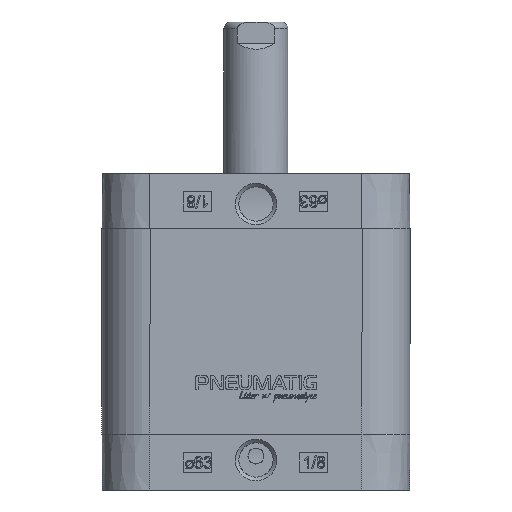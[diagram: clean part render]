
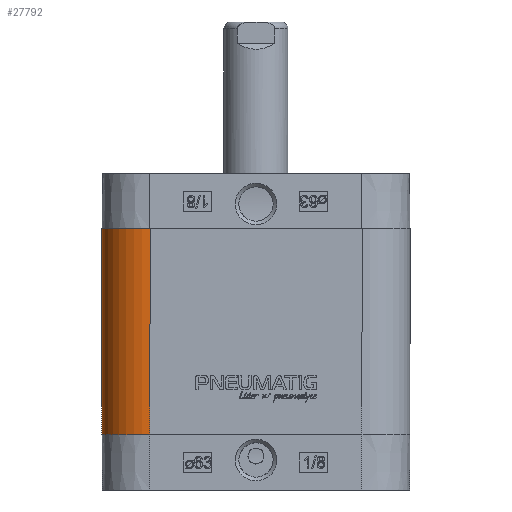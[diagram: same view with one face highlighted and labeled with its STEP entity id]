
A CAD part, left-side view. The second image highlights one B-rep face of the part: STEP entity #27792.
In plain terms, the highlighted cylindrical face has radius 12 mm (diameter 24 mm), a partial arc.
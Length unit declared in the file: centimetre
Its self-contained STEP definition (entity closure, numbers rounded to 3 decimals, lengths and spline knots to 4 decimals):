
#2608=CYLINDRICAL_SURFACE($,#28920,1.2);
#4353=LINE($,#51036,#6434);
#4719=LINE($,#54378,#6800);
#6434=VECTOR($,#32455,5.15);
#6800=VECTOR($,#33031,5.15);
#8449=FACE_OUTER_BOUND($,#10182,.T.);
#10182=EDGE_LOOP($,(#25157,#25158,#25159,#25160));
#10595=CIRCLE($,#28921,1.2);
#10596=CIRCLE($,#28922,1.2);
#12837=VERTEX_POINT($,#51033);
#12838=VERTEX_POINT($,#51035);
#13248=VERTEX_POINT($,#54375);
#13249=VERTEX_POINT($,#54377);
#16634=EDGE_CURVE($,#12838,#12837,#4353,.T.);
#17248=EDGE_CURVE($,#12837,#13248,#10595,.T.);
#17249=EDGE_CURVE($,#13249,#13248,#4719,.T.);
#17250=EDGE_CURVE($,#13249,#12838,#10596,.T.);
#25157=ORIENTED_EDGE($,*,*,#17248,.T.);
#25158=ORIENTED_EDGE($,*,*,#17249,.F.);
#25159=ORIENTED_EDGE($,*,*,#17250,.T.);
#25160=ORIENTED_EDGE($,*,*,#16634,.T.);
#27792=ADVANCED_FACE($,(#8449),#2608,.T.);
#28920=AXIS2_PLACEMENT_3D($,#54374,#33027,#33028);
#28921=AXIS2_PLACEMENT_3D($,#54376,#33029,#33030);
#28922=AXIS2_PLACEMENT_3D($,#54379,#33032,#33033);
#32455=DIRECTION($,(0.,0.,1.));
#33027=DIRECTION('center_axis',(0.,0.,1.));
#33028=DIRECTION('ref_axis',(0.,1.,0.));
#33029=DIRECTION('center_axis',(0.,0.,-1.));
#33030=DIRECTION('ref_axis',(0.,1.,0.));
#33031=DIRECTION($,(0.,0.,1.));
#33032=DIRECTION('center_axis',(0.,0.,1.));
#33033=DIRECTION('ref_axis',(0.,1.,0.));
#51033=CARTESIAN_POINT('',(-3.85,2.65,0.525));
#51035=CARTESIAN_POINT('',(-3.85,2.65,-4.625));
#51036=CARTESIAN_POINT($,(-3.85,2.65,-4.625));
#54374=CARTESIAN_POINT('Origin',(-2.65,2.65,-4.625));
#54375=CARTESIAN_POINT('',(-2.65,3.85,0.525));
#54376=CARTESIAN_POINT('Origin',(-2.65,2.65,0.525));
#54377=CARTESIAN_POINT('',(-2.65,3.85,-4.625));
#54378=CARTESIAN_POINT($,(-2.65,3.85,-4.625));
#54379=CARTESIAN_POINT('Origin',(-2.65,2.65,-4.625));
